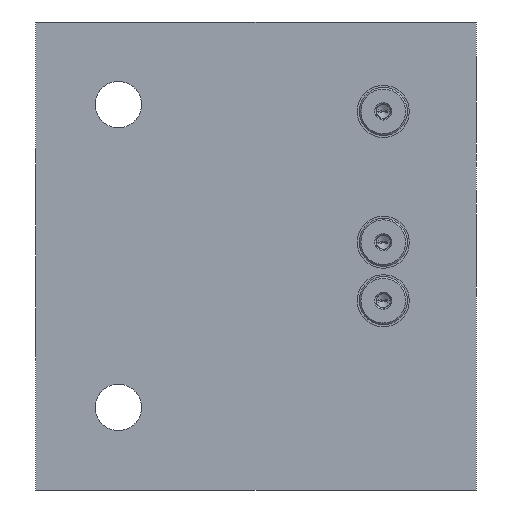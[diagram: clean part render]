
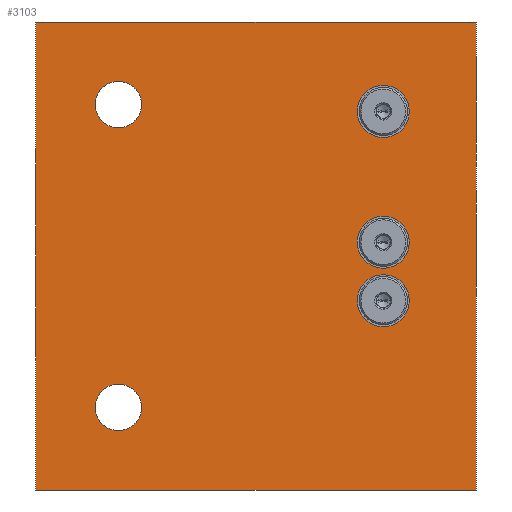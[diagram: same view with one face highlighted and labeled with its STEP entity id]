
A CAD part, left-side view. The second image highlights one B-rep face of the part: STEP entity #3103.
In plain terms, the highlighted planar face has unit normal (-1, 0, 0).
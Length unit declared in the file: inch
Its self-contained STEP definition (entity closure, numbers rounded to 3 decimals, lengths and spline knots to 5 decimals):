
#1=DIRECTION('',(0.,-1.,0.));
#2=VECTOR('',#1,4.);
#3=CARTESIAN_POINT('',(0.,0.,0.));
#4=LINE('',#3,#2);
#27=DIRECTION('',(0.,0.,1.));
#28=VECTOR('',#27,4.25);
#29=CARTESIAN_POINT('',(0.,0.,0.));
#30=LINE('',#29,#28);
#31=CARTESIAN_POINT('',(0.,-0.75,3.5));
#32=DIRECTION('',(1.,0.,0.));
#33=DIRECTION('',(0.,0.,-1.));
#34=AXIS2_PLACEMENT_3D('',#31,#32,#33);
#36=CARTESIAN_POINT('',(0.,-0.75,3.5));
#37=DIRECTION('',(1.,0.,0.));
#38=DIRECTION('',(0.,0.,1.));
#39=AXIS2_PLACEMENT_3D('',#36,#37,#38);
#41=CARTESIAN_POINT('',(0.,-0.75,0.75));
#42=DIRECTION('',(1.,0.,0.));
#43=DIRECTION('',(0.,0.,-1.));
#44=AXIS2_PLACEMENT_3D('',#41,#42,#43);
#46=CARTESIAN_POINT('',(0.,-0.75,0.75));
#47=DIRECTION('',(1.,0.,0.));
#48=DIRECTION('',(0.,0.,1.));
#49=AXIS2_PLACEMENT_3D('',#46,#47,#48);
#51=CARTESIAN_POINT('',(0.,-3.156,1.719));
#52=DIRECTION('',(1.,0.,0.));
#53=DIRECTION('',(0.,0.,-1.));
#54=AXIS2_PLACEMENT_3D('',#51,#52,#53);
#56=CARTESIAN_POINT('',(0.,-3.156,1.719));
#57=DIRECTION('',(1.,0.,0.));
#58=DIRECTION('',(0.,0.,1.));
#59=AXIS2_PLACEMENT_3D('',#56,#57,#58);
#61=CARTESIAN_POINT('',(0.,-3.156,2.25));
#62=DIRECTION('',(1.,0.,0.));
#63=DIRECTION('',(0.,0.,-1.));
#64=AXIS2_PLACEMENT_3D('',#61,#62,#63);
#66=CARTESIAN_POINT('',(0.,-3.156,2.25));
#67=DIRECTION('',(1.,0.,0.));
#68=DIRECTION('',(0.,0.,1.));
#69=AXIS2_PLACEMENT_3D('',#66,#67,#68);
#71=CARTESIAN_POINT('',(0.,-3.156,3.438));
#72=DIRECTION('',(1.,0.,0.));
#73=DIRECTION('',(0.,0.,-1.));
#74=AXIS2_PLACEMENT_3D('',#71,#72,#73);
#76=CARTESIAN_POINT('',(0.,-3.156,3.438));
#77=DIRECTION('',(1.,0.,0.));
#78=DIRECTION('',(0.,0.,1.));
#79=AXIS2_PLACEMENT_3D('',#76,#77,#78);
#119=DIRECTION('',(0.,0.,1.));
#120=VECTOR('',#119,4.25);
#121=CARTESIAN_POINT('',(0.,-4.,0.));
#122=LINE('',#121,#120);
#143=DIRECTION('',(0.,-1.,0.));
#144=VECTOR('',#143,4.);
#145=CARTESIAN_POINT('',(0.,0.,4.25));
#146=LINE('',#145,#144);
#2617=CARTESIAN_POINT('',(0.,0.,0.));
#2618=CARTESIAN_POINT('',(0.,-4.,0.));
#2619=VERTEX_POINT('',#2617);
#2620=VERTEX_POINT('',#2618);
#2625=CARTESIAN_POINT('',(0.,0.,4.25));
#2626=CARTESIAN_POINT('',(0.,-4.,4.25));
#2627=VERTEX_POINT('',#2625);
#2628=VERTEX_POINT('',#2626);
#2793=CARTESIAN_POINT('',(0.,-0.75,3.289));
#2794=CARTESIAN_POINT('',(0.,-0.75,3.711));
#2795=VERTEX_POINT('',#2793);
#2796=VERTEX_POINT('',#2794);
#2801=CARTESIAN_POINT('',(0.,-0.75,0.539));
#2802=CARTESIAN_POINT('',(0.,-0.75,0.961));
#2803=VERTEX_POINT('',#2801);
#2804=VERTEX_POINT('',#2802);
#2829=CARTESIAN_POINT('',(0.,-3.156,1.483));
#2830=CARTESIAN_POINT('',(0.,-3.156,1.955));
#2831=VERTEX_POINT('',#2829);
#2832=VERTEX_POINT('',#2830);
#2875=CARTESIAN_POINT('',(0.,-3.156,2.014));
#2876=CARTESIAN_POINT('',(0.,-3.156,2.486));
#2877=VERTEX_POINT('',#2875);
#2878=VERTEX_POINT('',#2876);
#2905=CARTESIAN_POINT('',(0.,-3.156,3.202));
#2906=CARTESIAN_POINT('',(0.,-3.156,3.674));
#2907=VERTEX_POINT('',#2905);
#2908=VERTEX_POINT('',#2906);
#3059=CARTESIAN_POINT('',(0.,0.,0.));
#3060=DIRECTION('',(-1.,0.,0.));
#3061=DIRECTION('',(0.,-1.,0.));
#3062=AXIS2_PLACEMENT_3D('',#3059,#3060,#3061);
#3063=PLANE('',#3062);
#3064=ORIENTED_EDGE('',*,*,#3042,.F.);
#3066=ORIENTED_EDGE('',*,*,#3065,.T.);
#3068=ORIENTED_EDGE('',*,*,#3067,.T.);
#3070=ORIENTED_EDGE('',*,*,#3069,.F.);
#3071=EDGE_LOOP('',(#3064,#3066,#3068,#3070));
#3072=FACE_OUTER_BOUND('',#3071,.F.);
#3074=ORIENTED_EDGE('',*,*,#3073,.F.);
#3076=ORIENTED_EDGE('',*,*,#3075,.F.);
#3077=EDGE_LOOP('',(#3074,#3076));
#3078=FACE_BOUND('',#3077,.F.);
#3080=ORIENTED_EDGE('',*,*,#3079,.F.);
#3082=ORIENTED_EDGE('',*,*,#3081,.F.);
#3083=EDGE_LOOP('',(#3080,#3082));
#3084=FACE_BOUND('',#3083,.F.);
#3086=ORIENTED_EDGE('',*,*,#3085,.F.);
#3088=ORIENTED_EDGE('',*,*,#3087,.F.);
#3089=EDGE_LOOP('',(#3086,#3088));
#3090=FACE_BOUND('',#3089,.F.);
#3092=ORIENTED_EDGE('',*,*,#3091,.F.);
#3094=ORIENTED_EDGE('',*,*,#3093,.F.);
#3095=EDGE_LOOP('',(#3092,#3094));
#3096=FACE_BOUND('',#3095,.F.);
#3098=ORIENTED_EDGE('',*,*,#3097,.F.);
#3100=ORIENTED_EDGE('',*,*,#3099,.F.);
#3101=EDGE_LOOP('',(#3098,#3100));
#3102=FACE_BOUND('',#3101,.F.);
#3103=ADVANCED_FACE('',(#3072,#3078,#3084,#3090,#3096,#3102),#3063,.T.);
#35=CIRCLE('',#34,0.211);
#40=CIRCLE('',#39,0.211);
#45=CIRCLE('',#44,0.211);
#50=CIRCLE('',#49,0.211);
#55=CIRCLE('',#54,0.236);
#60=CIRCLE('',#59,0.236);
#65=CIRCLE('',#64,0.236);
#70=CIRCLE('',#69,0.236);
#75=CIRCLE('',#74,0.236);
#80=CIRCLE('',#79,0.236);
#3042=EDGE_CURVE('',#2619,#2620,#4,.T.);
#3065=EDGE_CURVE('',#2619,#2627,#30,.T.);
#3067=EDGE_CURVE('',#2627,#2628,#146,.T.);
#3069=EDGE_CURVE('',#2620,#2628,#122,.T.);
#3073=EDGE_CURVE('',#2795,#2796,#35,.T.);
#3075=EDGE_CURVE('',#2796,#2795,#40,.T.);
#3079=EDGE_CURVE('',#2803,#2804,#45,.T.);
#3081=EDGE_CURVE('',#2804,#2803,#50,.T.);
#3085=EDGE_CURVE('',#2831,#2832,#55,.T.);
#3087=EDGE_CURVE('',#2832,#2831,#60,.T.);
#3091=EDGE_CURVE('',#2877,#2878,#65,.T.);
#3093=EDGE_CURVE('',#2878,#2877,#70,.T.);
#3097=EDGE_CURVE('',#2907,#2908,#75,.T.);
#3099=EDGE_CURVE('',#2908,#2907,#80,.T.);
